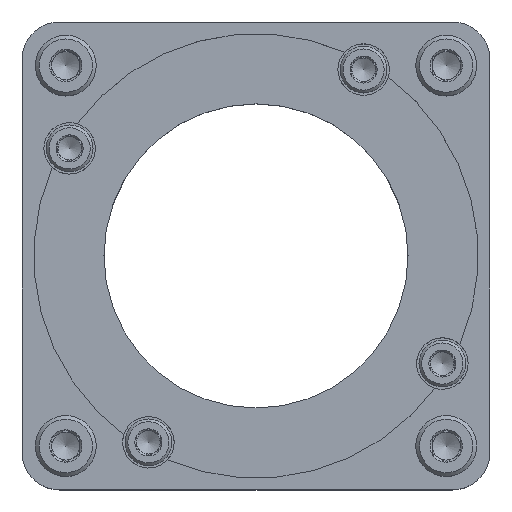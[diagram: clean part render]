
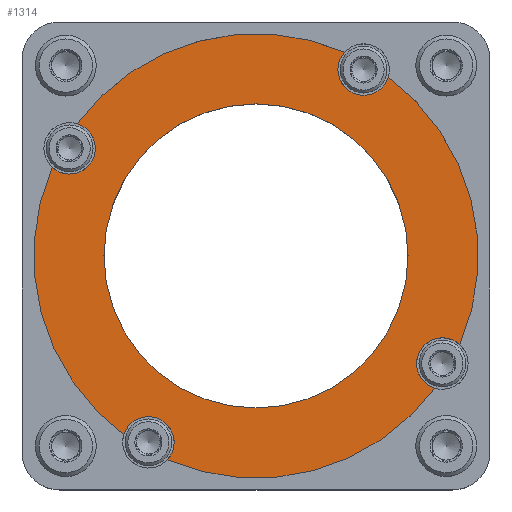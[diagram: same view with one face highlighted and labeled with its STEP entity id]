
A CAD part, top view. The second image highlights one B-rep face of the part: STEP entity #1314.
In plain terms, the highlighted planar face has unit normal (0, 0, 1).
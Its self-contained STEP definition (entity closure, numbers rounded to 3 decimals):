
#114=PLANE('',#1478);
#351=ORIENTED_EDGE('',*,*,#651,.T.);
#352=ORIENTED_EDGE('',*,*,#652,.T.);
#353=ORIENTED_EDGE('',*,*,#598,.F.);
#354=ORIENTED_EDGE('',*,*,#653,.T.);
#355=ORIENTED_EDGE('',*,*,#604,.F.);
#356=ORIENTED_EDGE('',*,*,#654,.T.);
#357=ORIENTED_EDGE('',*,*,#606,.F.);
#358=ORIENTED_EDGE('',*,*,#655,.T.);
#359=ORIENTED_EDGE('',*,*,#610,.F.);
#598=EDGE_CURVE('',#762,#763,#880,.T.);
#604=EDGE_CURVE('',#768,#769,#883,.T.);
#606=EDGE_CURVE('',#770,#771,#884,.T.);
#610=EDGE_CURVE('',#774,#775,#886,.T.);
#651=EDGE_CURVE('',#803,#803,#909,.T.);
#652=EDGE_CURVE('',#774,#763,#910,.F.);
#653=EDGE_CURVE('',#762,#769,#911,.F.);
#654=EDGE_CURVE('',#768,#771,#912,.F.);
#655=EDGE_CURVE('',#770,#775,#913,.F.);
#762=VERTEX_POINT('',#2097);
#763=VERTEX_POINT('',#2098);
#768=VERTEX_POINT('',#2109);
#769=VERTEX_POINT('',#2111);
#770=VERTEX_POINT('',#2115);
#771=VERTEX_POINT('',#2116);
#774=VERTEX_POINT('',#2124);
#775=VERTEX_POINT('',#2125);
#803=VERTEX_POINT('',#2205);
#880=CIRCLE('',#1436,47.5);
#883=CIRCLE('',#1440,47.5);
#884=CIRCLE('',#1442,47.5);
#886=CIRCLE('',#1445,47.5);
#909=CIRCLE('',#1479,32.5);
#910=CIRCLE('',#1480,5.5);
#911=CIRCLE('',#1481,5.5);
#912=CIRCLE('',#1482,5.5);
#913=CIRCLE('',#1483,5.5);
#996=EDGE_LOOP('',(#351));
#997=EDGE_LOOP('',(#352,#353,#354,#355,#356,#357,#358,#359));
#1144=FACE_BOUND('',#996,.T.);
#1145=FACE_BOUND('',#997,.T.);
#1314=ADVANCED_FACE('',(#1144,#1145),#114,.T.);
#1436=AXIS2_PLACEMENT_3D('',#2096,#1638,#1639);
#1440=AXIS2_PLACEMENT_3D('',#2110,#1649,#1650);
#1442=AXIS2_PLACEMENT_3D('',#2114,#1654,#1655);
#1445=AXIS2_PLACEMENT_3D('',#2123,#1662,#1663);
#1478=AXIS2_PLACEMENT_3D('',#2203,#1746,#1747);
#1479=AXIS2_PLACEMENT_3D('',#2204,#1748,#1749);
#1480=AXIS2_PLACEMENT_3D('',#2206,#1750,#1751);
#1481=AXIS2_PLACEMENT_3D('',#2207,#1752,#1753);
#1482=AXIS2_PLACEMENT_3D('',#2208,#1754,#1755);
#1483=AXIS2_PLACEMENT_3D('',#2209,#1756,#1757);
#1638=DIRECTION('',(0.,0.,-1.));
#1639=DIRECTION('',(-1.,0.,0.));
#1649=DIRECTION('',(0.,0.,-1.));
#1650=DIRECTION('',(-1.,0.,0.));
#1654=DIRECTION('',(0.,0.,-1.));
#1655=DIRECTION('',(-1.,0.,0.));
#1662=DIRECTION('',(0.,0.,-1.));
#1663=DIRECTION('',(-1.,0.,0.));
#1746=DIRECTION('',(0.,0.,1.));
#1747=DIRECTION('',(1.,0.,0.));
#1748=DIRECTION('',(0.,0.,-1.));
#1749=DIRECTION('',(-1.,0.,0.));
#1750=DIRECTION('',(0.,0.,1.));
#1751=DIRECTION('',(1.,0.,0.));
#1752=DIRECTION('',(0.,0.,1.));
#1753=DIRECTION('',(1.,0.,0.));
#1754=DIRECTION('',(0.,0.,1.));
#1755=DIRECTION('',(1.,0.,0.));
#1756=DIRECTION('',(0.,0.,1.));
#1757=DIRECTION('',(1.,0.,0.));
#2096=CARTESIAN_POINT('',(0.,0.,-4.));
#2097=CARTESIAN_POINT('',(-28.247,-38.188,-4.));
#2098=CARTESIAN_POINT('',(-43.557,18.949,-4.));
#2109=CARTESIAN_POINT('',(38.188,-28.247,-4.));
#2110=CARTESIAN_POINT('',(0.,0.,-4.));
#2111=CARTESIAN_POINT('',(-18.949,-43.557,-4.));
#2114=CARTESIAN_POINT('',(0.,0.,-4.));
#2115=CARTESIAN_POINT('',(28.247,38.188,-4.));
#2116=CARTESIAN_POINT('',(43.557,-18.949,-4.));
#2123=CARTESIAN_POINT('',(0.,0.,-4.));
#2124=CARTESIAN_POINT('',(-38.188,28.247,-4.));
#2125=CARTESIAN_POINT('',(18.949,43.557,-4.));
#2203=CARTESIAN_POINT('',(0.,47.5,-4.));
#2204=CARTESIAN_POINT('',(0.,0.,-4.));
#2205=CARTESIAN_POINT('',(-32.5,0.,-4.));
#2206=CARTESIAN_POINT('',(-39.837,23.,-4.));
#2207=CARTESIAN_POINT('',(-23.,-39.837,-4.));
#2208=CARTESIAN_POINT('',(39.837,-23.,-4.));
#2209=CARTESIAN_POINT('',(23.,39.837,-4.));
